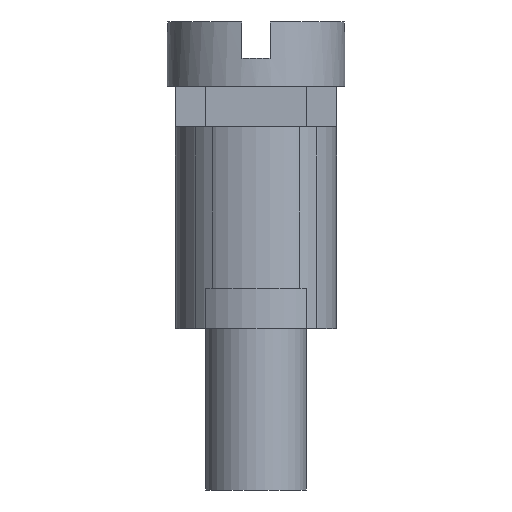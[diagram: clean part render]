
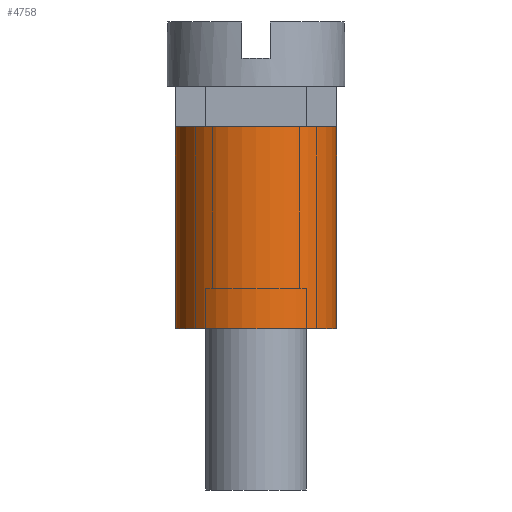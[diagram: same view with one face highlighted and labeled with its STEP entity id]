
A CAD part, left-side view. The second image highlights one B-rep face of the part: STEP entity #4758.
In plain terms, the highlighted cylindrical face has radius 2 mm (diameter 4 mm), a full revolution.
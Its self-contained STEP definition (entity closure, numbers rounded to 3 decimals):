
#4758=ADVANCED_FACE('',(#8094),#7402,.T.);
#7402=CYLINDRICAL_SURFACE('',#46897,2.);
#8094=FACE_OUTER_BOUND('',#10356,.T.);
#10356=EDGE_LOOP('',(#22469,#22470,#22471,#22472));
#13594=LINE('',#64595,#18016);
#18016=VECTOR('',#51347,1.);
#22469=ORIENTED_EDGE('',*,*,#38944,.F.);
#22470=ORIENTED_EDGE('',*,*,#38945,.T.);
#22471=ORIENTED_EDGE('',*,*,#38946,.T.);
#22472=ORIENTED_EDGE('',*,*,#38945,.F.);
#34813=VERTEX_POINT('',#64594);
#34814=VERTEX_POINT('',#64596);
#38944=EDGE_CURVE('',#34813,#34813,#45119,.T.);
#38945=EDGE_CURVE('',#34813,#34814,#13594,.T.);
#38946=EDGE_CURVE('',#34814,#34814,#45120,.T.);
#45119=CIRCLE('',#46895,2.);
#45120=CIRCLE('',#46896,2.);
#46895=AXIS2_PLACEMENT_3D('',#64593,#51345,#51346);
#46896=AXIS2_PLACEMENT_3D('',#64597,#51348,#51349);
#46897=AXIS2_PLACEMENT_3D('',#64598,#51350,#51351);
#51345=DIRECTION('',(0.,0.,1.));
#51346=DIRECTION('',(1.,0.,0.));
#51347=DIRECTION('',(0.,0.,-1.));
#51348=DIRECTION('',(0.,0.,1.));
#51349=DIRECTION('',(1.,0.,0.));
#51350=DIRECTION('',(0.,0.,-1.));
#51351=DIRECTION('',(1.,0.,0.));
#64593=CARTESIAN_POINT('',(0.,0.,0.));
#64594=CARTESIAN_POINT('',(2.,0.,0.));
#64595=CARTESIAN_POINT('',(2.,0.,-2.5));
#64596=CARTESIAN_POINT('',(2.,0.,-5.));
#64597=CARTESIAN_POINT('',(0.,0.,-5.));
#64598=CARTESIAN_POINT('',(0.,0.,0.));
